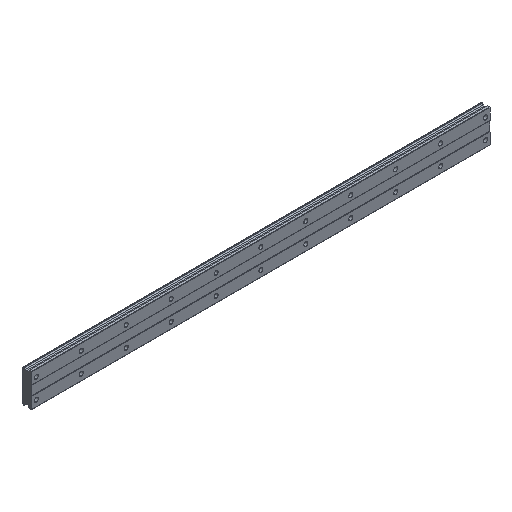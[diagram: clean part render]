
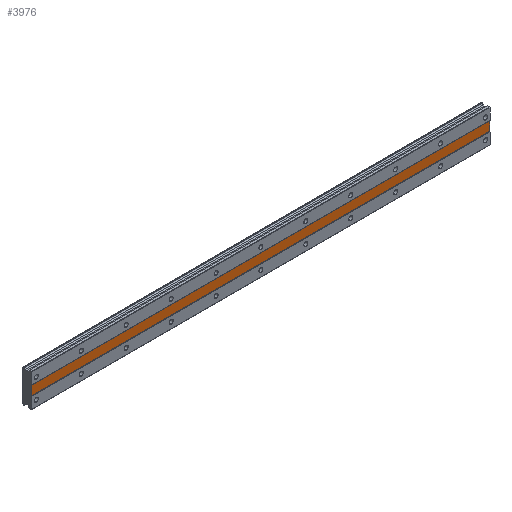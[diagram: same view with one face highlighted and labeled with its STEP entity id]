
A CAD part, isometric view. The second image highlights one B-rep face of the part: STEP entity #3976.
In plain terms, the highlighted planar face has unit normal (0, -1, 0).
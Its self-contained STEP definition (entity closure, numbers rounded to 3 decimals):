
#31 = DIRECTION ( 'NONE',  ( 0., 0., 1. ) ) ;
#241 = VECTOR ( 'NONE', #2933, 1000. ) ;
#285 = CARTESIAN_POINT ( 'NONE',  ( 505., 0.5, -5. ) ) ;
#349 = VECTOR ( 'NONE', #3626, 1000. ) ;
#409 = CARTESIAN_POINT ( 'NONE',  ( 505., 0.5, 5. ) ) ;
#446 = VECTOR ( 'NONE', #3015, 1000. ) ;
#577 = ORIENTED_EDGE ( 'NONE', *, *, #4142, .T. ) ;
#700 = ORIENTED_EDGE ( 'NONE', *, *, #3563, .T. ) ;
#747 = CARTESIAN_POINT ( 'NONE',  ( 505., 0.5, 5. ) ) ;
#778 = EDGE_CURVE ( 'NONE', #2854, #3663, #1832, .T. ) ;
#826 = VERTEX_POINT ( 'NONE', #3501 ) ;
#938 = CARTESIAN_POINT ( 'NONE',  ( 505., 0.5, 5. ) ) ;
#1465 = CARTESIAN_POINT ( 'NONE',  ( -5., 0.5, 5. ) ) ;
#1832 = LINE ( 'NONE', #2982, #241 ) ;
#2210 = LINE ( 'NONE', #3945, #349 ) ;
#2272 = LINE ( 'NONE', #938, #446 ) ;
#2376 = LINE ( 'NONE', #285, #3377 ) ;
#2818 = PLANE ( 'NONE',  #3316 ) ;
#2854 = VERTEX_POINT ( 'NONE', #747 ) ;
#2933 = DIRECTION ( 'NONE',  ( 0., 0., -1. ) ) ;
#2955 = EDGE_CURVE ( 'NONE', #3663, #826, #2376, .T. ) ;
#2982 = CARTESIAN_POINT ( 'NONE',  ( 505., 0.5, 18.34 ) ) ;
#3015 = DIRECTION ( 'NONE',  ( -1., 0., 0. ) ) ;
#3294 = ORIENTED_EDGE ( 'NONE', *, *, #2955, .F. ) ;
#3316 = AXIS2_PLACEMENT_3D ( 'NONE', #409, #4297, #31 ) ;
#3377 = VECTOR ( 'NONE', #3786, 1000. ) ;
#3501 = CARTESIAN_POINT ( 'NONE',  ( -5., 0.5, -5. ) ) ;
#3554 = CARTESIAN_POINT ( 'NONE',  ( 505., 0.5, -5. ) ) ;
#3563 = EDGE_CURVE ( 'NONE', #3998, #826, #2210, .T. ) ;
#3626 = DIRECTION ( 'NONE',  ( 0., 0., -1. ) ) ;
#3663 = VERTEX_POINT ( 'NONE', #3554 ) ;
#3786 = DIRECTION ( 'NONE',  ( -1., 0., 0. ) ) ;
#3945 = CARTESIAN_POINT ( 'NONE',  ( -5., 0.5, 18.34 ) ) ;
#3949 = ORIENTED_EDGE ( 'NONE', *, *, #778, .F. ) ;
#3976 = ADVANCED_FACE ( 'NONE', ( #3990 ), #2818, .F. ) ;
#3990 = FACE_OUTER_BOUND ( 'NONE', #4003, .T. ) ;
#3998 = VERTEX_POINT ( 'NONE', #1465 ) ;
#4003 = EDGE_LOOP ( 'NONE', ( #3294, #3949, #577, #700 ) ) ;
#4142 = EDGE_CURVE ( 'NONE', #2854, #3998, #2272, .T. ) ;
#4297 = DIRECTION ( 'NONE',  ( 0., 1., 0. ) ) ;
